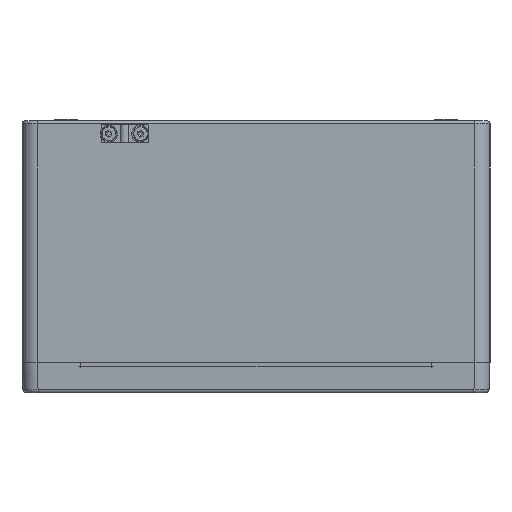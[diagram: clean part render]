
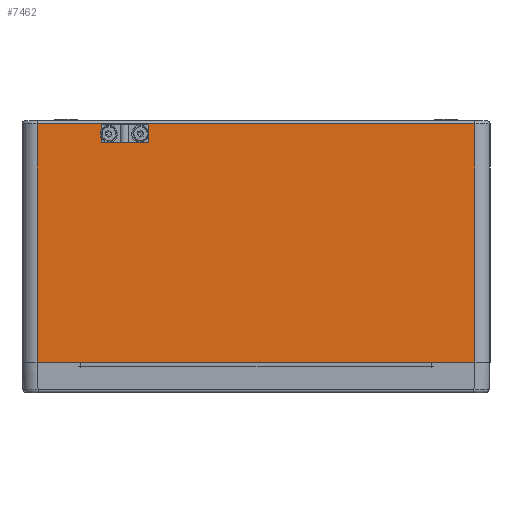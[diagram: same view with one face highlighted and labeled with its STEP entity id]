
A CAD part, left-side view. The second image highlights one B-rep face of the part: STEP entity #7462.
In plain terms, the highlighted planar face has unit normal (-1, 0, 0).
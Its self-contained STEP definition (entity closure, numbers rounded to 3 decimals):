
#43 = VERTEX_POINT('',#44);
#44 = CARTESIAN_POINT('',(-300.,94.5,151.5));
#50 = EDGE_CURVE('',#51,#43,#53,.T.);
#51 = VERTEX_POINT('',#52);
#52 = CARTESIAN_POINT('',(-300.,100.5,151.5));
#53 = CIRCLE('',#54,3.);
#54 = AXIS2_PLACEMENT_3D('',#55,#56,#57);
#55 = CARTESIAN_POINT('',(-300.,97.5,151.5));
#56 = DIRECTION('',(-1.,0.,0.));
#57 = DIRECTION('',(0.,-1.,0.));
#85 = VERTEX_POINT('',#86);
#86 = CARTESIAN_POINT('',(-300.,73.5,151.5));
#92 = EDGE_CURVE('',#93,#85,#95,.T.);
#93 = VERTEX_POINT('',#94);
#94 = CARTESIAN_POINT('',(-300.,79.5,151.5));
#95 = CIRCLE('',#96,3.);
#96 = AXIS2_PLACEMENT_3D('',#97,#98,#99);
#97 = CARTESIAN_POINT('',(-300.,76.5,151.5));
#98 = DIRECTION('',(-1.,0.,0.));
#99 = DIRECTION('',(0.,-1.,0.));
#7146 = EDGE_CURVE('',#7147,#7149,#7151,.T.);
#7147 = VERTEX_POINT('',#7148);
#7148 = CARTESIAN_POINT('',(-300.,145.,0.));
#7149 = VERTEX_POINT('',#7150);
#7150 = CARTESIAN_POINT('',(-300.,-145.,0.));
#7151 = LINE('',#7152,#7153);
#7152 = CARTESIAN_POINT('',(-300.,155.,0.));
#7153 = VECTOR('',#7154,1.);
#7154 = DIRECTION('',(0.,-1.,0.));
#7462 = ADVANCED_FACE('',(#7463,#7473,#7483),#7508,.F.);
#7463 = FACE_BOUND('',#7464,.T.);
#7464 = EDGE_LOOP('',(#7465,#7472));
#7465 = ORIENTED_EDGE('',*,*,#7466,.F.);
#7466 = EDGE_CURVE('',#43,#51,#7467,.T.);
#7467 = CIRCLE('',#7468,3.);
#7468 = AXIS2_PLACEMENT_3D('',#7469,#7470,#7471);
#7469 = CARTESIAN_POINT('',(-300.,97.5,151.5));
#7470 = DIRECTION('',(-1.,0.,0.));
#7471 = DIRECTION('',(0.,-1.,0.));
#7472 = ORIENTED_EDGE('',*,*,#50,.F.);
#7473 = FACE_BOUND('',#7474,.T.);
#7474 = EDGE_LOOP('',(#7475,#7482));
#7475 = ORIENTED_EDGE('',*,*,#7476,.F.);
#7476 = EDGE_CURVE('',#85,#93,#7477,.T.);
#7477 = CIRCLE('',#7478,3.);
#7478 = AXIS2_PLACEMENT_3D('',#7479,#7480,#7481);
#7479 = CARTESIAN_POINT('',(-300.,76.5,151.5));
#7480 = DIRECTION('',(-1.,0.,0.));
#7481 = DIRECTION('',(0.,-1.,0.));
#7482 = ORIENTED_EDGE('',*,*,#92,.F.);
#7483 = FACE_BOUND('',#7484,.T.);
#7484 = EDGE_LOOP('',(#7485,#7493,#7501,#7507));
#7485 = ORIENTED_EDGE('',*,*,#7486,.T.);
#7486 = EDGE_CURVE('',#7149,#7487,#7489,.T.);
#7487 = VERTEX_POINT('',#7488);
#7488 = CARTESIAN_POINT('',(-300.,-145.,158.));
#7489 = LINE('',#7490,#7491);
#7490 = CARTESIAN_POINT('',(-300.,-145.,160.));
#7491 = VECTOR('',#7492,1.);
#7492 = DIRECTION('',(0.,-0.,1.));
#7493 = ORIENTED_EDGE('',*,*,#7494,.T.);
#7494 = EDGE_CURVE('',#7487,#7495,#7497,.T.);
#7495 = VERTEX_POINT('',#7496);
#7496 = CARTESIAN_POINT('',(-300.,145.,158.));
#7497 = LINE('',#7498,#7499);
#7498 = CARTESIAN_POINT('',(-300.,145.,158.));
#7499 = VECTOR('',#7500,1.);
#7500 = DIRECTION('',(0.,1.,-0.));
#7501 = ORIENTED_EDGE('',*,*,#7502,.T.);
#7502 = EDGE_CURVE('',#7495,#7147,#7503,.T.);
#7503 = LINE('',#7504,#7505);
#7504 = CARTESIAN_POINT('',(-300.,145.,160.));
#7505 = VECTOR('',#7506,1.);
#7506 = DIRECTION('',(0.,0.,-1.));
#7507 = ORIENTED_EDGE('',*,*,#7146,.T.);
#7508 = PLANE('',#7509);
#7509 = AXIS2_PLACEMENT_3D('',#7510,#7511,#7512);
#7510 = CARTESIAN_POINT('',(-300.,155.,160.));
#7511 = DIRECTION('',(1.,0.,-0.));
#7512 = DIRECTION('',(0.,1.,0.));
